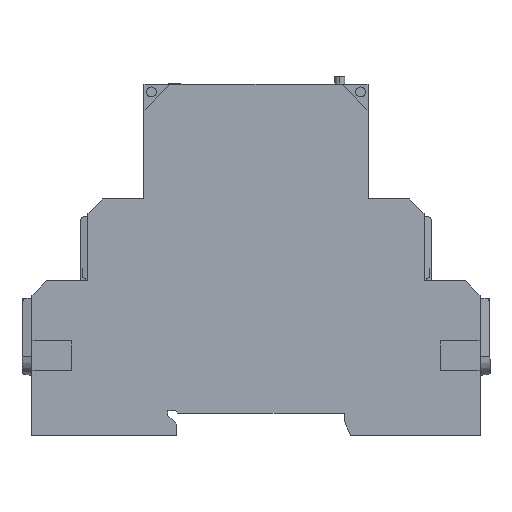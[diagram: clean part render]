
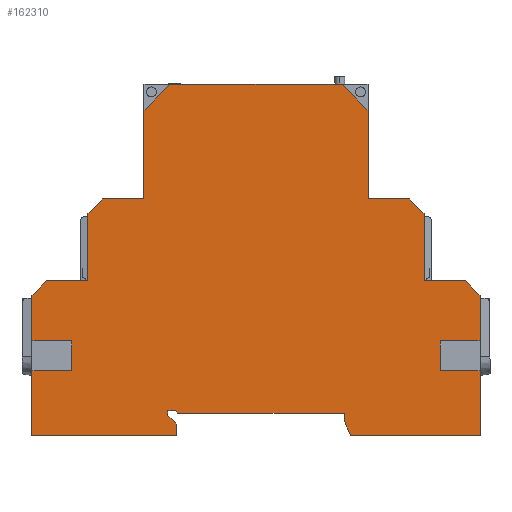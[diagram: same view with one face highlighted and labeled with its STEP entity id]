
A CAD part, left-side view. The second image highlights one B-rep face of the part: STEP entity #162310.
In plain terms, the highlighted face is planar.
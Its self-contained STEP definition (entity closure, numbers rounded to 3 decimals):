
#1570=CARTESIAN_POINT('',(-44.5,33.75,-18.));
#1580=VERTEX_POINT('',#1570);
#1730=CARTESIAN_POINT('',(-47.5,30.75,-18.));
#1740=VERTEX_POINT('',#1730);
#1770=CARTESIAN_POINT('',(0.,78.25,-18.));
#1780=DIRECTION('',(0.707,0.707,0.));
#1790=VECTOR('',#1780,1.);
#1800=LINE('',#1770,#1790);
#1810=EDGE_CURVE('',#1740,#1580,#1800,.T.);
#7450=CARTESIAN_POINT('',(0.,-78.25,-18.));
#7460=DIRECTION('',(0.707,-0.707,0.));
#7470=VECTOR('',#7460,1.);
#7480=LINE('',#7450,#7470);
#7490=CARTESIAN_POINT('',(-47.5,-30.75,-18.));
#7500=VERTEX_POINT('',#7490);
#7510=CARTESIAN_POINT('',(-44.5,-33.75,-18.));
#7520=VERTEX_POINT('',#7510);
#7530=EDGE_CURVE('',#7500,#7520,#7480,.T.);
#9060=CARTESIAN_POINT('',(-47.5,0.,-18.));
#9070=DIRECTION('',(0.,1.,0.));
#9080=VECTOR('',#9070,1.);
#9090=LINE('',#9060,#9080);
#9100=CARTESIAN_POINT('',(-47.5,22.5,-18.));
#9110=VERTEX_POINT('',#9100);
#9120=EDGE_CURVE('',#9110,#1740,#9090,.T.);
#17060=CARTESIAN_POINT('',(-31.1,33.75,-18.));
#17070=VERTEX_POINT('',#17060);
#18500=CARTESIAN_POINT('',(0.,33.75,-18.));
#18510=DIRECTION('',(1.,0.,0.));
#18520=VECTOR('',#18510,1.);
#18530=LINE('',#18500,#18520);
#18540=EDGE_CURVE('',#1580,#17070,#18530,.T.);
#18710=CARTESIAN_POINT('',(-13.,0.,-18.));
#18720=DIRECTION('',(0.,1.,0.));
#18730=VECTOR('',#18720,1.);
#18740=LINE('',#18710,#18730);
#18750=CARTESIAN_POINT('',(-13.,-45.,-18.));
#18760=VERTEX_POINT('',#18750);
#18770=CARTESIAN_POINT('',(-13.,-37.,-18.));
#18780=VERTEX_POINT('',#18770);
#18790=EDGE_CURVE('',#18760,#18780,#18740,.T.);
#29430=CARTESIAN_POINT('',(-28.1,45.,-18.));
#29440=VERTEX_POINT('',#29430);
#29470=CARTESIAN_POINT('',(0.,45.,-18.));
#29480=DIRECTION('',(-1.,0.,0.));
#29490=VECTOR('',#29480,1.);
#29500=LINE('',#29470,#29490);
#29510=CARTESIAN_POINT('',(-19.,45.,-18.));
#29520=VERTEX_POINT('',#29510);
#29530=EDGE_CURVE('',#29520,#29440,#29500,.T.);
#29750=CARTESIAN_POINT('',(-13.,45.,-18.));
#29760=VERTEX_POINT('',#29750);
#29790=CARTESIAN_POINT('',(0.,45.,-18.));
#29800=DIRECTION('',(1.,0.,0.));
#29810=VECTOR('',#29800,1.);
#29820=LINE('',#29790,#29810);
#29830=CARTESIAN_POINT('',(0.,45.,-18.));
#29840=VERTEX_POINT('',#29830);
#29850=EDGE_CURVE('',#29760,#29840,#29820,.T.);
#49000=CARTESIAN_POINT('',(0.,16.,-18.));
#49010=VERTEX_POINT('',#49000);
#49110=CARTESIAN_POINT('',(0.,0.,-18.));
#49120=DIRECTION('',(0.,-1.,0.));
#49130=VECTOR('',#49120,1.);
#49140=LINE('',#49110,#49130);
#49150=EDGE_CURVE('',#29840,#49010,#49140,.T.);
#52320=CARTESIAN_POINT('',(-19.,-45.,-18.));
#52330=VERTEX_POINT('',#52320);
#52360=CARTESIAN_POINT('',(0.,-45.,-18.));
#52370=DIRECTION('',(-1.,0.,0.));
#52380=VECTOR('',#52370,1.);
#52390=LINE('',#52360,#52380);
#52400=CARTESIAN_POINT('',(-28.1,-45.,-18.));
#52410=VERTEX_POINT('',#52400);
#52420=EDGE_CURVE('',#52330,#52410,#52390,.T.);
#53750=CARTESIAN_POINT('',(0.,-45.,-18.));
#53760=VERTEX_POINT('',#53750);
#53790=EDGE_CURVE('',#53760,#18760,#52390,.T.);
#59020=CARTESIAN_POINT('',(-65.3,22.5,-18.));
#59030=VERTEX_POINT('',#59020);
#59060=CARTESIAN_POINT('',(0.,22.5,-18.));
#59070=DIRECTION('',(1.,0.,0.));
#59080=VECTOR('',#59070,1.);
#59090=LINE('',#59060,#59080);
#59100=EDGE_CURVE('',#59030,#9110,#59090,.T.);
#78230=CARTESIAN_POINT('',(0.,0.,-18.));
#78240=DIRECTION('',(0.,-1.,0.));
#78250=VECTOR('',#78240,1.);
#78260=LINE('',#78230,#78250);
#78270=CARTESIAN_POINT('',(0.,-19.,-18.));
#78280=VERTEX_POINT('',#78270);
#78290=EDGE_CURVE('',#78280,#53760,#78260,.T.);
#93550=CARTESIAN_POINT('',(-19.,-37.,-18.));
#93560=VERTEX_POINT('',#93550);
#93590=CARTESIAN_POINT('',(-19.,0.,-18.));
#93600=DIRECTION('',(0.,-1.,0.));
#93610=VECTOR('',#93600,1.);
#93620=LINE('',#93590,#93610);
#93630=EDGE_CURVE('',#93560,#52330,#93620,.T.);
#96180=CARTESIAN_POINT('',(0.,-73.1,-18.));
#96190=DIRECTION('',(0.707,-0.707,0.));
#96200=VECTOR('',#96190,1.);
#96210=LINE('',#96180,#96200);
#96220=CARTESIAN_POINT('',(-31.1,-42.,-18.));
#96230=VERTEX_POINT('',#96220);
#96240=EDGE_CURVE('',#96230,#52410,#96210,.T.);
#97800=CARTESIAN_POINT('',(-31.1,-33.75,-18.));
#97810=VERTEX_POINT('',#97800);
#97840=CARTESIAN_POINT('',(0.,-33.75,-18.));
#97850=DIRECTION('',(1.,0.,0.));
#97860=VECTOR('',#97850,1.);
#97870=LINE('',#97840,#97860);
#97880=EDGE_CURVE('',#7520,#97810,#97870,.T.);
#108370=CARTESIAN_POINT('',(-31.1,0.,-18.));
#108380=DIRECTION('',(0.,-1.,0.));
#108390=VECTOR('',#108380,1.);
#108400=LINE('',#108370,#108390);
#108410=EDGE_CURVE('',#97810,#96230,#108400,.T.);
#117810=CARTESIAN_POINT('',(-70.5,-17.3,-18.));
#117820=VERTEX_POINT('',#117810);
#117990=CARTESIAN_POINT('',(-65.3,-22.5,-18.));
#118000=VERTEX_POINT('',#117990);
#118030=CARTESIAN_POINT('',(-87.8,0.,-18.));
#118040=DIRECTION('',(-0.707,0.707,0.));
#118050=VECTOR('',#118040,1.);
#118060=LINE('',#118030,#118050);
#118070=EDGE_CURVE('',#118000,#117820,#118060,.T.);
#125370=CARTESIAN_POINT('',(0.,-37.,-18.));
#125380=DIRECTION('',(1.,0.,0.));
#125390=VECTOR('',#125380,1.);
#125400=LINE('',#125370,#125390);
#125410=EDGE_CURVE('',#93560,#18780,#125400,.T.);
#125840=CARTESIAN_POINT('',(-70.5,0.,-18.));
#125850=DIRECTION('',(0.,1.,0.));
#125860=VECTOR('',#125850,1.);
#125870=LINE('',#125840,#125860);
#125880=CARTESIAN_POINT('',(-70.5,17.3,-18.));
#125890=VERTEX_POINT('',#125880);
#125900=EDGE_CURVE('',#117820,#125890,#125870,.T.);
#137570=CARTESIAN_POINT('',(-4.5,15.7,-18.));
#137580=VERTEX_POINT('',#137570);
#137610=CARTESIAN_POINT('',(-4.5,0.,-18.));
#137620=DIRECTION('',(0.,-1.,0.));
#137630=VECTOR('',#137620,1.);
#137640=LINE('',#137610,#137630);
#137650=CARTESIAN_POINT('',(-4.5,-17.7,-18.));
#137660=VERTEX_POINT('',#137650);
#137670=EDGE_CURVE('',#137580,#137660,#137640,.T.);
#139950=CARTESIAN_POINT('',(0.,-17.7,-18.));
#139960=DIRECTION('',(1.,0.,0.));
#139970=VECTOR('',#139960,1.);
#139980=LINE('',#139950,#139970);
#139990=CARTESIAN_POINT('',(-3.,-17.7,-18.));
#140000=VERTEX_POINT('',#139990);
#140010=EDGE_CURVE('',#137660,#140000,#139980,.T.);
#140820=CARTESIAN_POINT('',(0.,-19.,-18.));
#140830=DIRECTION('',(0.918,-0.398,0.));
#140840=VECTOR('',#140830,1.);
#140850=LINE('',#140820,#140840);
#140860=EDGE_CURVE('',#140000,#78280,#140850,.T.);
#146190=CARTESIAN_POINT('',(-5.,16.2,-18.));
#146200=VERTEX_POINT('',#146190);
#146230=CARTESIAN_POINT('',(11.2,0.,-18.));
#146240=DIRECTION('',(0.707,-0.707,0.));
#146250=VECTOR('',#146240,1.);
#146260=LINE('',#146230,#146250);
#146270=EDGE_CURVE('',#146200,#137580,#146260,.T.);
#149830=CARTESIAN_POINT('',(0.,16.,-18.));
#149840=DIRECTION('',(-1.,0.,0.));
#149850=VECTOR('',#149840,1.);
#149860=LINE('',#149830,#149850);
#149870=CARTESIAN_POINT('',(-2.3,16.,-18.));
#149880=VERTEX_POINT('',#149870);
#149890=EDGE_CURVE('',#49010,#149880,#149860,.T.);
#150160=CARTESIAN_POINT('',(13.7,0.,-18.));
#150170=DIRECTION('',(-0.707,0.707,0.));
#150180=VECTOR('',#150170,1.);
#150190=LINE('',#150160,#150180);
#150200=CARTESIAN_POINT('',(-4.,17.7,-18.));
#150210=VERTEX_POINT('',#150200);
#150220=EDGE_CURVE('',#149880,#150210,#150190,.T.);
#150510=CARTESIAN_POINT('',(0.,17.7,-18.));
#150520=DIRECTION('',(-1.,0.,0.));
#150530=VECTOR('',#150520,1.);
#150540=LINE('',#150510,#150530);
#150550=CARTESIAN_POINT('',(-5.,17.7,-18.));
#150560=VERTEX_POINT('',#150550);
#150570=EDGE_CURVE('',#150210,#150560,#150540,.T.);
#150800=CARTESIAN_POINT('',(-5.,0.,-18.));
#150810=DIRECTION('',(0.,-1.,0.));
#150820=VECTOR('',#150810,1.);
#150830=LINE('',#150800,#150820);
#150840=EDGE_CURVE('',#150560,#146200,#150830,.T.);
#152190=CARTESIAN_POINT('',(-47.5,-22.5,-18.));
#152200=VERTEX_POINT('',#152190);
#152250=CARTESIAN_POINT('',(-47.5,0.,-18.));
#152260=DIRECTION('',(0.,-1.,0.));
#152270=VECTOR('',#152260,1.);
#152280=LINE('',#152250,#152270);
#152290=EDGE_CURVE('',#152200,#7500,#152280,.T.);
#155370=CARTESIAN_POINT('',(-87.8,0.,-18.));
#155380=DIRECTION('',(0.707,0.707,0.));
#155390=VECTOR('',#155380,1.);
#155400=LINE('',#155370,#155390);
#155410=EDGE_CURVE('',#125890,#59030,#155400,.T.);
#158550=CARTESIAN_POINT('',(0.,-22.5,-18.));
#158560=DIRECTION('',(1.,0.,0.));
#158570=VECTOR('',#158560,1.);
#158580=LINE('',#158550,#158570);
#158590=EDGE_CURVE('',#118000,#152200,#158580,.T.);
#161580=CARTESIAN_POINT('',(-38.5,0.,-18.));
#161590=DIRECTION('',(-0.,-0.,-1.));
#161600=DIRECTION('',(0.,-1.,0.));
#161610=AXIS2_PLACEMENT_3D('',#161580,#161590,#161600);
#161620=PLANE('',#161610);
#161630=ORIENTED_EDGE('',*,*,#52420,.T.);
#161640=ORIENTED_EDGE('',*,*,#93630,.T.);
#161650=ORIENTED_EDGE('',*,*,#125410,.F.);
#161660=ORIENTED_EDGE('',*,*,#18790,.T.);
#161670=ORIENTED_EDGE('',*,*,#53790,.T.);
#161680=ORIENTED_EDGE('',*,*,#78290,.T.);
#161690=ORIENTED_EDGE('',*,*,#140860,.T.);
#161700=ORIENTED_EDGE('',*,*,#140010,.T.);
#161710=ORIENTED_EDGE('',*,*,#137670,.T.);
#161720=ORIENTED_EDGE('',*,*,#146270,.T.);
#161730=ORIENTED_EDGE('',*,*,#150840,.T.);
#161740=ORIENTED_EDGE('',*,*,#150570,.T.);
#161750=ORIENTED_EDGE('',*,*,#150220,.T.);
#161760=ORIENTED_EDGE('',*,*,#149890,.T.);
#161770=ORIENTED_EDGE('',*,*,#49150,.T.);
#161780=ORIENTED_EDGE('',*,*,#29850,.T.);
#161790=CARTESIAN_POINT('',(-13.,0.,-18.));
#161800=DIRECTION('',(0.,-1.,0.));
#161810=VECTOR('',#161800,1.);
#161820=LINE('',#161790,#161810);
#161830=CARTESIAN_POINT('',(-13.,37.,-18.));
#161840=VERTEX_POINT('',#161830);
#161850=EDGE_CURVE('',#29760,#161840,#161820,.T.);
#161860=ORIENTED_EDGE('',*,*,#161850,.F.);
#161870=CARTESIAN_POINT('',(0.,37.,-18.));
#161880=DIRECTION('',(1.,0.,0.));
#161890=VECTOR('',#161880,1.);
#161900=LINE('',#161870,#161890);
#161910=CARTESIAN_POINT('',(-19.,37.,-18.));
#161920=VERTEX_POINT('',#161910);
#161930=EDGE_CURVE('',#161920,#161840,#161900,.T.);
#161940=ORIENTED_EDGE('',*,*,#161930,.T.);
#161950=CARTESIAN_POINT('',(-19.,0.,-18.));
#161960=DIRECTION('',(0.,1.,0.));
#161970=VECTOR('',#161960,1.);
#161980=LINE('',#161950,#161970);
#161990=EDGE_CURVE('',#161920,#29520,#161980,.T.);
#162000=ORIENTED_EDGE('',*,*,#161990,.F.);
#162010=ORIENTED_EDGE('',*,*,#29530,.F.);
#162020=CARTESIAN_POINT('',(0.,73.1,-18.));
#162030=DIRECTION('',(0.707,0.707,0.));
#162040=VECTOR('',#162030,1.);
#162050=LINE('',#162020,#162040);
#162060=CARTESIAN_POINT('',(-31.1,42.,-18.));
#162070=VERTEX_POINT('',#162060);
#162080=EDGE_CURVE('',#162070,#29440,#162050,.T.);
#162090=ORIENTED_EDGE('',*,*,#162080,.T.);
#162100=CARTESIAN_POINT('',(-31.1,0.,-18.));
#162110=DIRECTION('',(0.,1.,0.));
#162120=VECTOR('',#162110,1.);
#162130=LINE('',#162100,#162120);
#162140=EDGE_CURVE('',#17070,#162070,#162130,.T.);
#162150=ORIENTED_EDGE('',*,*,#162140,.T.);
#162160=ORIENTED_EDGE('',*,*,#18540,.T.);
#162170=ORIENTED_EDGE('',*,*,#1810,.T.);
#162180=ORIENTED_EDGE('',*,*,#9120,.T.);
#162190=ORIENTED_EDGE('',*,*,#59100,.T.);
#162200=ORIENTED_EDGE('',*,*,#155410,.T.);
#162210=ORIENTED_EDGE('',*,*,#125900,.T.);
#162220=ORIENTED_EDGE('',*,*,#118070,.T.);
#162230=ORIENTED_EDGE('',*,*,#158590,.F.);
#162240=ORIENTED_EDGE('',*,*,#152290,.F.);
#162250=ORIENTED_EDGE('',*,*,#7530,.F.);
#162260=ORIENTED_EDGE('',*,*,#97880,.F.);
#162270=ORIENTED_EDGE('',*,*,#108410,.F.);
#162280=ORIENTED_EDGE('',*,*,#96240,.F.);
#162290=EDGE_LOOP('',(#162280,#162270,#162260,#162250,#162240,#162230,
#162220,#162210,#162200,#162190,#162180,#162170,#162160,#162150,#162090,
#162010,#162000,#161940,#161860,#161780,#161770,#161760,#161750,#161740,
#161730,#161720,#161710,#161700,#161690,#161680,#161670,#161660,#161650,
#161640,#161630));
#162300=FACE_OUTER_BOUND('',#162290,.T.);
#162310=ADVANCED_FACE('',(#162300),#161620,.T.);
